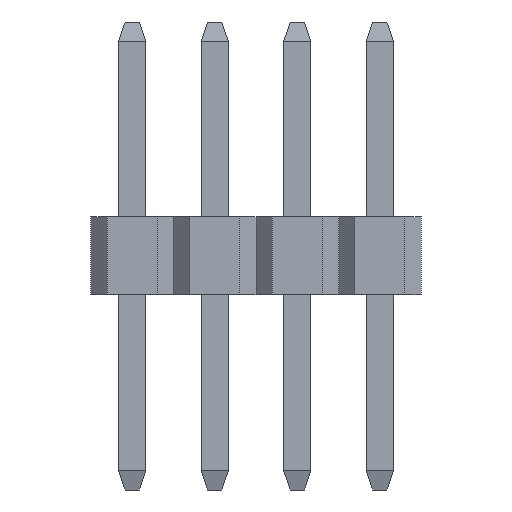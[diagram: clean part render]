
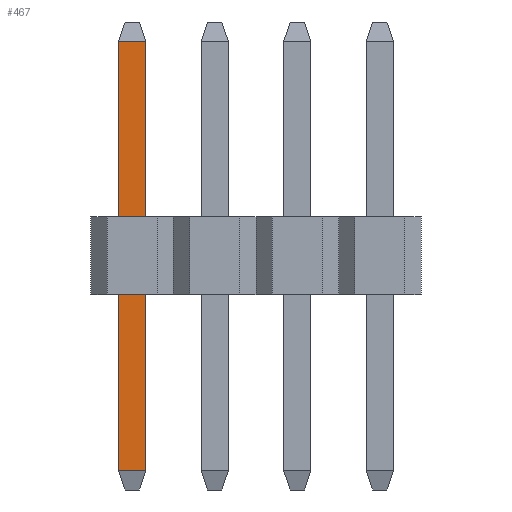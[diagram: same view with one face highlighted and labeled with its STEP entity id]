
A CAD part, left-side view. The second image highlights one B-rep face of the part: STEP entity #467.
In plain terms, the highlighted face is planar.
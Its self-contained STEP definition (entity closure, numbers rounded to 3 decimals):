
#55 = PLANE('',#56);
#56 = AXIS2_PLACEMENT_3D('',#57,#58,#59);
#57 = CARTESIAN_POINT('',(-0.21,-0.21,-3.));
#58 = DIRECTION('',(-1.,0.,0.));
#59 = DIRECTION('',(0.,1.,0.));
#111 = PLANE('',#112);
#112 = AXIS2_PLACEMENT_3D('',#113,#114,#115);
#113 = CARTESIAN_POINT('',(0.21,0.21,-3.));
#114 = DIRECTION('',(1.,0.,0.));
#115 = DIRECTION('',(0.,-1.,0.));
#152 = EDGE_CURVE('',#153,#155,#157,.T.);
#153 = VERTEX_POINT('',#154);
#154 = CARTESIAN_POINT('',(-0.21,-0.21,-2.7));
#155 = VERTEX_POINT('',#156);
#156 = CARTESIAN_POINT('',(-0.21,-0.21,3.9));
#157 = SURFACE_CURVE('',#158,(#162,#169),.PCURVE_S1.);
#158 = LINE('',#159,#160);
#159 = CARTESIAN_POINT('',(-0.21,-0.21,-3.));
#160 = VECTOR('',#161,1.);
#161 = DIRECTION('',(0.,0.,1.));
#162 = PCURVE('',#55,#163);
#163 = DEFINITIONAL_REPRESENTATION('',(#164),#168);
#164 = LINE('',#165,#166);
#165 = CARTESIAN_POINT('',(0.,0.));
#166 = VECTOR('',#167,1.);
#167 = DIRECTION('',(0.,-1.));
#168 = ( GEOMETRIC_REPRESENTATION_CONTEXT(2) 
PARAMETRIC_REPRESENTATION_CONTEXT() REPRESENTATION_CONTEXT('2D SPACE',''
  ) );
#169 = PCURVE('',#170,#175);
#170 = PLANE('',#171);
#171 = AXIS2_PLACEMENT_3D('',#172,#173,#174);
#172 = CARTESIAN_POINT('',(0.21,-0.21,-3.));
#173 = DIRECTION('',(0.,-1.,0.));
#174 = DIRECTION('',(-1.,0.,0.));
#175 = DEFINITIONAL_REPRESENTATION('',(#176),#180);
#176 = LINE('',#177,#178);
#177 = CARTESIAN_POINT('',(0.42,0.));
#178 = VECTOR('',#179,1.);
#179 = DIRECTION('',(0.,-1.));
#180 = ( GEOMETRIC_REPRESENTATION_CONTEXT(2) 
PARAMETRIC_REPRESENTATION_CONTEXT() REPRESENTATION_CONTEXT('2D SPACE',''
  ) );
#402 = VERTEX_POINT('',#403);
#403 = CARTESIAN_POINT('',(0.21,-0.21,3.9));
#424 = EDGE_CURVE('',#425,#402,#427,.T.);
#425 = VERTEX_POINT('',#426);
#426 = CARTESIAN_POINT('',(0.21,-0.21,-2.7));
#427 = SURFACE_CURVE('',#428,(#432,#439),.PCURVE_S1.);
#428 = LINE('',#429,#430);
#429 = CARTESIAN_POINT('',(0.21,-0.21,-3.));
#430 = VECTOR('',#431,1.);
#431 = DIRECTION('',(0.,0.,1.));
#432 = PCURVE('',#111,#433);
#433 = DEFINITIONAL_REPRESENTATION('',(#434),#438);
#434 = LINE('',#435,#436);
#435 = CARTESIAN_POINT('',(0.42,0.));
#436 = VECTOR('',#437,1.);
#437 = DIRECTION('',(0.,-1.));
#438 = ( GEOMETRIC_REPRESENTATION_CONTEXT(2) 
PARAMETRIC_REPRESENTATION_CONTEXT() REPRESENTATION_CONTEXT('2D SPACE',''
  ) );
#439 = PCURVE('',#170,#440);
#440 = DEFINITIONAL_REPRESENTATION('',(#441),#445);
#441 = LINE('',#442,#443);
#442 = CARTESIAN_POINT('',(0.,0.));
#443 = VECTOR('',#444,1.);
#444 = DIRECTION('',(0.,-1.));
#445 = ( GEOMETRIC_REPRESENTATION_CONTEXT(2) 
PARAMETRIC_REPRESENTATION_CONTEXT() REPRESENTATION_CONTEXT('2D SPACE',''
  ) );
#467 = ADVANCED_FACE('',(#468),#170,.T.);
#468 = FACE_BOUND('',#469,.T.);
#469 = EDGE_LOOP('',(#470,#471,#497,#498));
#470 = ORIENTED_EDGE('',*,*,#424,.T.);
#471 = ORIENTED_EDGE('',*,*,#472,.T.);
#472 = EDGE_CURVE('',#402,#155,#473,.T.);
#473 = SURFACE_CURVE('',#474,(#478,#485),.PCURVE_S1.);
#474 = LINE('',#475,#476);
#475 = CARTESIAN_POINT('',(0.21,-0.21,3.9));
#476 = VECTOR('',#477,1.);
#477 = DIRECTION('',(-1.,0.,0.));
#478 = PCURVE('',#170,#479);
#479 = DEFINITIONAL_REPRESENTATION('',(#480),#484);
#480 = LINE('',#481,#482);
#481 = CARTESIAN_POINT('',(0.,-6.9));
#482 = VECTOR('',#483,1.);
#483 = DIRECTION('',(1.,0.));
#484 = ( GEOMETRIC_REPRESENTATION_CONTEXT(2) 
PARAMETRIC_REPRESENTATION_CONTEXT() REPRESENTATION_CONTEXT('2D SPACE',''
  ) );
#485 = PCURVE('',#486,#491);
#486 = PLANE('',#487);
#487 = AXIS2_PLACEMENT_3D('',#488,#489,#490);
#488 = CARTESIAN_POINT('',(0.21,-0.16,4.05));
#489 = DIRECTION('',(0.,-0.949,0.316
    ));
#490 = DIRECTION('',(1.,0.,0.));
#491 = DEFINITIONAL_REPRESENTATION('',(#492),#496);
#492 = LINE('',#493,#494);
#493 = CARTESIAN_POINT('',(0.,-0.158));
#494 = VECTOR('',#495,1.);
#495 = DIRECTION('',(-1.,0.));
#496 = ( GEOMETRIC_REPRESENTATION_CONTEXT(2) 
PARAMETRIC_REPRESENTATION_CONTEXT() REPRESENTATION_CONTEXT('2D SPACE',''
  ) );
#497 = ORIENTED_EDGE('',*,*,#152,.F.);
#498 = ORIENTED_EDGE('',*,*,#499,.F.);
#499 = EDGE_CURVE('',#425,#153,#500,.T.);
#500 = SURFACE_CURVE('',#501,(#505,#512),.PCURVE_S1.);
#501 = LINE('',#502,#503);
#502 = CARTESIAN_POINT('',(0.21,-0.21,-2.7));
#503 = VECTOR('',#504,1.);
#504 = DIRECTION('',(-1.,0.,0.));
#505 = PCURVE('',#170,#506);
#506 = DEFINITIONAL_REPRESENTATION('',(#507),#511);
#507 = LINE('',#508,#509);
#508 = CARTESIAN_POINT('',(0.,-0.3));
#509 = VECTOR('',#510,1.);
#510 = DIRECTION('',(1.,0.));
#511 = ( GEOMETRIC_REPRESENTATION_CONTEXT(2) 
PARAMETRIC_REPRESENTATION_CONTEXT() REPRESENTATION_CONTEXT('2D SPACE',''
  ) );
#512 = PCURVE('',#513,#518);
#513 = PLANE('',#514);
#514 = AXIS2_PLACEMENT_3D('',#515,#516,#517);
#515 = CARTESIAN_POINT('',(0.21,-0.16,-2.85));
#516 = DIRECTION('',(0.,0.949,0.316)
  );
#517 = DIRECTION('',(1.,0.,0.));
#518 = DEFINITIONAL_REPRESENTATION('',(#519),#523);
#519 = LINE('',#520,#521);
#520 = CARTESIAN_POINT('',(0.,-0.158));
#521 = VECTOR('',#522,1.);
#522 = DIRECTION('',(-1.,0.));
#523 = ( GEOMETRIC_REPRESENTATION_CONTEXT(2) 
PARAMETRIC_REPRESENTATION_CONTEXT() REPRESENTATION_CONTEXT('2D SPACE',''
  ) );
